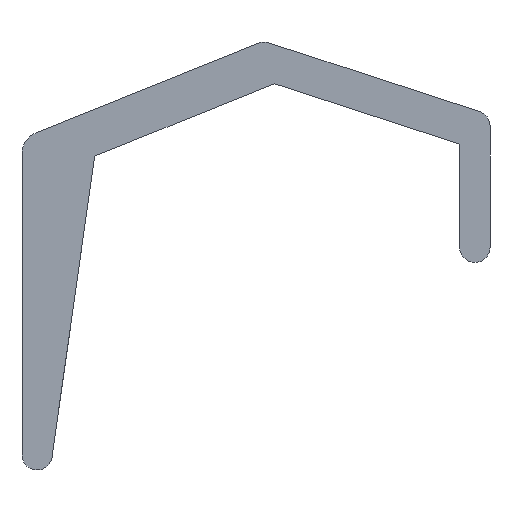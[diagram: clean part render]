
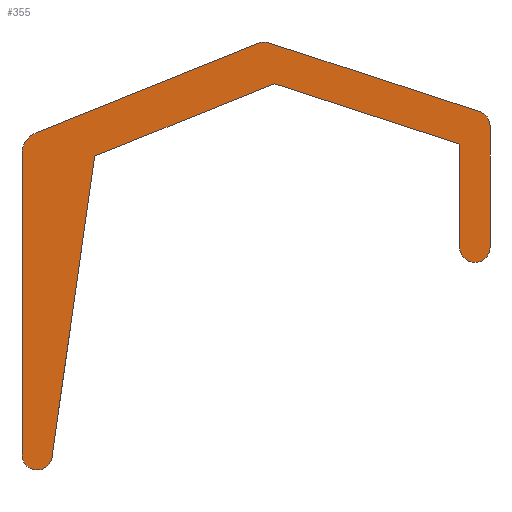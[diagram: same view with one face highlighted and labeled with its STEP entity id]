
A CAD part, front view. The second image highlights one B-rep face of the part: STEP entity #355.
In plain terms, the highlighted planar face has unit normal (0, -1, 0).
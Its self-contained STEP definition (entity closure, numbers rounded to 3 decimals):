
#22=PLANE('',#390);
#34=FACE_OUTER_BOUND('',#53,.T.);
#53=EDGE_LOOP('',(#251,#252,#253,#254,#255,#256,#257,#258,#259,#260,#261,
#262,#263,#264,#265));
#76=LINE('',#540,#111);
#79=LINE('',#546,#114);
#80=LINE('',#550,#115);
#81=LINE('',#554,#116);
#82=LINE('',#558,#117);
#83=LINE('',#562,#118);
#84=LINE('',#566,#119);
#85=LINE('',#568,#120);
#86=LINE('',#569,#121);
#111=VECTOR('',#433,10.);
#114=VECTOR('',#438,10.);
#115=VECTOR('',#441,10.);
#116=VECTOR('',#444,10.);
#117=VECTOR('',#447,10.);
#118=VECTOR('',#450,10.);
#119=VECTOR('',#453,10.);
#120=VECTOR('',#454,10.);
#121=VECTOR('',#455,10.);
#145=CIRCLE('',#388,2.);
#146=CIRCLE('',#391,2.);
#147=CIRCLE('',#392,2.);
#148=CIRCLE('',#393,2.);
#149=CIRCLE('',#394,3.);
#150=CIRCLE('',#395,2.);
#160=VERTEX_POINT('',#533);
#161=VERTEX_POINT('',#535);
#162=VERTEX_POINT('',#539);
#164=VERTEX_POINT('',#545);
#165=VERTEX_POINT('',#547);
#166=VERTEX_POINT('',#549);
#167=VERTEX_POINT('',#551);
#168=VERTEX_POINT('',#553);
#169=VERTEX_POINT('',#555);
#170=VERTEX_POINT('',#557);
#171=VERTEX_POINT('',#559);
#172=VERTEX_POINT('',#561);
#173=VERTEX_POINT('',#563);
#174=VERTEX_POINT('',#565);
#175=VERTEX_POINT('',#567);
#194=EDGE_CURVE('',#160,#161,#145,.T.);
#196=EDGE_CURVE('',#161,#162,#76,.T.);
#199=EDGE_CURVE('',#164,#160,#79,.T.);
#200=EDGE_CURVE('',#165,#164,#146,.T.);
#201=EDGE_CURVE('',#166,#165,#80,.T.);
#202=EDGE_CURVE('',#167,#166,#147,.T.);
#203=EDGE_CURVE('',#168,#167,#81,.T.);
#204=EDGE_CURVE('',#169,#168,#148,.T.);
#205=EDGE_CURVE('',#170,#169,#82,.T.);
#206=EDGE_CURVE('',#171,#170,#149,.T.);
#207=EDGE_CURVE('',#172,#171,#83,.T.);
#208=EDGE_CURVE('',#173,#172,#150,.T.);
#209=EDGE_CURVE('',#173,#174,#84,.T.);
#210=EDGE_CURVE('',#174,#175,#85,.T.);
#211=EDGE_CURVE('',#175,#162,#86,.T.);
#251=ORIENTED_EDGE('',*,*,#194,.F.);
#252=ORIENTED_EDGE('',*,*,#199,.F.);
#253=ORIENTED_EDGE('',*,*,#200,.F.);
#254=ORIENTED_EDGE('',*,*,#201,.F.);
#255=ORIENTED_EDGE('',*,*,#202,.F.);
#256=ORIENTED_EDGE('',*,*,#203,.F.);
#257=ORIENTED_EDGE('',*,*,#204,.F.);
#258=ORIENTED_EDGE('',*,*,#205,.F.);
#259=ORIENTED_EDGE('',*,*,#206,.F.);
#260=ORIENTED_EDGE('',*,*,#207,.F.);
#261=ORIENTED_EDGE('',*,*,#208,.F.);
#262=ORIENTED_EDGE('',*,*,#209,.T.);
#263=ORIENTED_EDGE('',*,*,#210,.T.);
#264=ORIENTED_EDGE('',*,*,#211,.T.);
#265=ORIENTED_EDGE('',*,*,#196,.F.);
#355=ADVANCED_FACE('',(#34),#22,.F.);
#388=AXIS2_PLACEMENT_3D('',#536,#428,#429);
#390=AXIS2_PLACEMENT_3D('',#544,#436,#437);
#391=AXIS2_PLACEMENT_3D('',#548,#439,#440);
#392=AXIS2_PLACEMENT_3D('',#552,#442,#443);
#393=AXIS2_PLACEMENT_3D('',#556,#445,#446);
#394=AXIS2_PLACEMENT_3D('',#560,#448,#449);
#395=AXIS2_PLACEMENT_3D('',#564,#451,#452);
#428=DIRECTION('center_axis',(0.,1.,0.));
#429=DIRECTION('ref_axis',(-0.707,0.,-0.707));
#433=DIRECTION('',(0.,0.,1.));
#436=DIRECTION('center_axis',(0.,1.,0.));
#437=DIRECTION('ref_axis',(1.,0.,0.));
#438=DIRECTION('',(-1.,0.,0.));
#439=DIRECTION('center_axis',(0.,1.,0.));
#440=DIRECTION('ref_axis',(0.707,0.,-0.707));
#441=DIRECTION('',(0.,0.,-1.));
#442=DIRECTION('center_axis',(0.,1.,0.));
#443=DIRECTION('ref_axis',(0.809,0.,0.587));
#444=DIRECTION('',(0.951,0.,-0.31));
#445=DIRECTION('center_axis',(0.,1.,0.));
#446=DIRECTION('ref_axis',(-0.034,0.,0.999));
#447=DIRECTION('',(0.928,0.,0.374));
#448=DIRECTION('center_axis',(0.,1.,0.));
#449=DIRECTION('ref_axis',(-0.829,0.,0.56));
#450=DIRECTION('',(0.,0.,1.));
#451=DIRECTION('center_axis',(0.,1.,0.));
#452=DIRECTION('ref_axis',(0.99,0.,-0.14));
#453=DIRECTION('',(0.14,0.,0.99));
#454=DIRECTION('',(0.928,0.,0.374));
#455=DIRECTION('',(0.951,0.,-0.31));
#533=CARTESIAN_POINT('',(58.236,0.,22.281));
#535=CARTESIAN_POINT('',(56.236,0.,24.281));
#536=CARTESIAN_POINT('Origin',(58.236,0.,24.281));
#539=CARTESIAN_POINT('',(56.236,0.,37.974));
#540=CARTESIAN_POINT('',(56.236,0.,22.281));
#544=CARTESIAN_POINT('Origin',(29.249,0.,15.171));
#545=CARTESIAN_POINT('',(58.249,0.,22.281));
#546=CARTESIAN_POINT('',(60.249,0.,22.281));
#547=CARTESIAN_POINT('',(60.249,0.,24.281));
#548=CARTESIAN_POINT('Origin',(58.249,0.,24.281));
#549=CARTESIAN_POINT('',(60.249,0.,40.385));
#550=CARTESIAN_POINT('',(60.249,0.,41.836));
#551=CARTESIAN_POINT('',(58.869,0.,42.286));
#552=CARTESIAN_POINT('Origin',(58.249,0.,40.385));
#553=CARTESIAN_POINT('',(30.942,0.,51.391));
#554=CARTESIAN_POINT('',(30.249,0.,51.617));
#555=CARTESIAN_POINT('',(29.574,0.,51.345));
#556=CARTESIAN_POINT('Origin',(30.322,0.,49.49));
#557=CARTESIAN_POINT('',(0.128,0.,39.482));
#558=CARTESIAN_POINT('',(-1.751,0.,38.725));
#559=CARTESIAN_POINT('',(-1.751,0.,36.699));
#560=CARTESIAN_POINT('Origin',(1.249,0.,36.699));
#561=CARTESIAN_POINT('',(-1.751,0.,-3.204));
#562=CARTESIAN_POINT('',(-1.751,0.,37.));
#563=CARTESIAN_POINT('',(2.23,0.,-3.484));
#564=CARTESIAN_POINT('Origin',(0.249,0.,-3.204));
#565=CARTESIAN_POINT('',(7.871,0.,36.366));
#566=CARTESIAN_POINT('',(0.051,0.,-18.876));
#567=CARTESIAN_POINT('',(31.709,0.,45.97));
#568=CARTESIAN_POINT('',(7.871,0.,36.366));
#569=CARTESIAN_POINT('',(31.709,0.,45.97));
